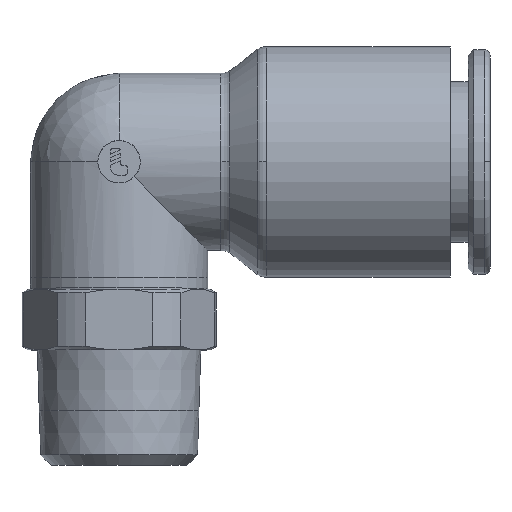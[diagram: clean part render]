
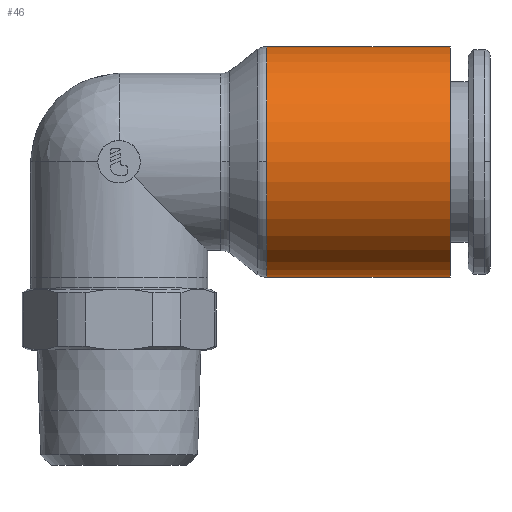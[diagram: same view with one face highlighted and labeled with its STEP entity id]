
A CAD part, top view. The second image highlights one B-rep face of the part: STEP entity #46.
In plain terms, the highlighted cylindrical face has radius 9.5 mm (diameter 19 mm), a partial arc.
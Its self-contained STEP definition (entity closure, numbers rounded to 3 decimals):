
#46=ADVANCED_FACE('',(#150),#151,.T.);
#150=FACE_OUTER_BOUND('',#369,.T.);
#151=CYLINDRICAL_SURFACE('',#370,9.5);
#369=EDGE_LOOP('',(#588,#589,#590,#591,#592));
#370=AXIS2_PLACEMENT_3D('',#593,#594,#595);
#588=ORIENTED_EDGE('',*,*,#1397,.F.);
#589=ORIENTED_EDGE('',*,*,#1398,.T.);
#590=ORIENTED_EDGE('',*,*,#1399,.T.);
#591=ORIENTED_EDGE('',*,*,#1400,.F.);
#592=ORIENTED_EDGE('',*,*,#1401,.F.);
#593=CARTESIAN_POINT('',(19.728,15.498,0.0));
#594=DIRECTION('',(1.0,0.0,0.0));
#595=DIRECTION('',(0.0,1.0,0.0));
#1397=EDGE_CURVE('',#1647,#1648,#1649,.T.);
#1398=EDGE_CURVE('',#1647,#1650,#1651,.T.);
#1399=EDGE_CURVE('',#1650,#1652,#1653,.T.);
#1400=EDGE_CURVE('',#1654,#1652,#1655,.T.);
#1401=EDGE_CURVE('',#1648,#1654,#1656,.T.);
#1647=VERTEX_POINT('',#2057);
#1648=VERTEX_POINT('',#2058);
#1649=LINE('',#2059,#2060);
#1650=VERTEX_POINT('',#2061);
#1651=CIRCLE('',#2062,9.5);
#1652=VERTEX_POINT('',#2063);
#1653=CIRCLE('',#2064,9.5);
#1654=VERTEX_POINT('',#2065);
#1655=LINE('',#2066,#2067);
#1656=CIRCLE('',#2068,9.5);
#2057=CARTESIAN_POINT('',(12.155,24.998,0.0));
#2058=CARTESIAN_POINT('',(27.3,24.998,0.0));
#2059=CARTESIAN_POINT('',(19.728,24.998,0.));
#2060=VECTOR('',#2985,1.0);
#2061=CARTESIAN_POINT('',(12.155,15.498,9.5));
#2062=AXIS2_PLACEMENT_3D('',#2986,#2987,#2988);
#2063=CARTESIAN_POINT('',(12.155,5.998,0.));
#2064=AXIS2_PLACEMENT_3D('',#2989,#2990,#2991);
#2065=CARTESIAN_POINT('',(27.3,5.998,0.));
#2066=CARTESIAN_POINT('',(19.728,5.998,0.));
#2067=VECTOR('',#2992,1.0);
#2068=AXIS2_PLACEMENT_3D('',#2993,#2994,#2995);
#2985=DIRECTION('',(1.0,0.0,0.0));
#2986=CARTESIAN_POINT('',(12.155,15.498,0.0));
#2987=DIRECTION('',(1.0,0.0,0.0));
#2988=DIRECTION('',(0.0,1.0,0.0));
#2989=CARTESIAN_POINT('',(12.155,15.498,0.0));
#2990=DIRECTION('',(1.0,0.0,0.0));
#2991=DIRECTION('',(0.0,1.0,0.0));
#2992=DIRECTION('',(-1.0,-0.0,-0.0));
#2993=CARTESIAN_POINT('',(27.3,15.498,0.0));
#2994=DIRECTION('',(1.0,0.0,0.0));
#2995=DIRECTION('',(0.0,1.0,0.0));
